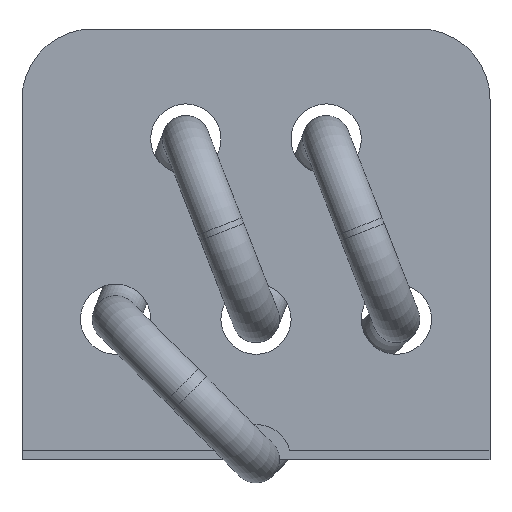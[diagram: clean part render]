
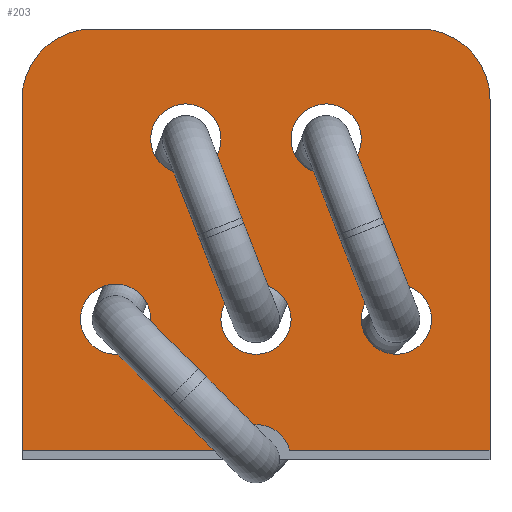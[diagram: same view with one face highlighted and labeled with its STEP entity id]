
A CAD part, left-side view. The second image highlights one B-rep face of the part: STEP entity #203.
In plain terms, the highlighted planar face has unit normal (-1, 0, 0).
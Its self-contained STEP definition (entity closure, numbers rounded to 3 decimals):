
#33 = VERTEX_POINT('',#34);
#34 = CARTESIAN_POINT('',(-2.75,-1.75,4.848));
#40 = EDGE_CURVE('',#33,#41,#43,.T.);
#41 = VERTEX_POINT('',#42);
#42 = CARTESIAN_POINT('',(-2.75,-2.5,4.098));
#43 = CIRCLE('',#44,0.75);
#44 = AXIS2_PLACEMENT_3D('',#45,#46,#47);
#45 = CARTESIAN_POINT('',(-2.75,-1.75,4.098));
#46 = DIRECTION('',(1.,0.,0.));
#47 = DIRECTION('',(0.,0.,1.));
#183 = EDGE_CURVE('',#33,#184,#186,.T.);
#184 = VERTEX_POINT('',#185);
#185 = CARTESIAN_POINT('',(-2.75,1.75,4.848));
#186 = LINE('',#187,#188);
#187 = CARTESIAN_POINT('',(-2.75,-2.5,4.848));
#188 = VECTOR('',#189,1.);
#189 = DIRECTION('',(0.,1.,0.));
#203 = ADVANCED_FACE('',(#204,#256,#276,#296,#316,#336),#356,.F.);
#204 = FACE_BOUND('',#205,.F.);
#205 = EDGE_LOOP('',(#206,#216,#225,#233,#241,#248,#249,#250));
#206 = ORIENTED_EDGE('',*,*,#207,.T.);
#207 = EDGE_CURVE('',#208,#210,#212,.T.);
#208 = VERTEX_POINT('',#209);
#209 = CARTESIAN_POINT('',(-2.75,-2.5,0.348));
#210 = VERTEX_POINT('',#211);
#211 = CARTESIAN_POINT('',(-2.75,-0.361,0.348));
#212 = LINE('',#213,#214);
#213 = CARTESIAN_POINT('',(-2.75,-2.5,0.348));
#214 = VECTOR('',#215,1.);
#215 = DIRECTION('',(0.,1.,0.));
#216 = ORIENTED_EDGE('',*,*,#217,.F.);
#217 = EDGE_CURVE('',#218,#210,#220,.T.);
#218 = VERTEX_POINT('',#219);
#219 = CARTESIAN_POINT('',(-2.75,0.361,0.348));
#220 = CIRCLE('',#221,0.375);
#221 = AXIS2_PLACEMENT_3D('',#222,#223,#224);
#222 = CARTESIAN_POINT('',(-2.75,0.,0.248));
#223 = DIRECTION('',(1.,0.,0.));
#224 = DIRECTION('',(0.,0.,1.));
#225 = ORIENTED_EDGE('',*,*,#226,.T.);
#226 = EDGE_CURVE('',#218,#227,#229,.T.);
#227 = VERTEX_POINT('',#228);
#228 = CARTESIAN_POINT('',(-2.75,2.5,0.348));
#229 = LINE('',#230,#231);
#230 = CARTESIAN_POINT('',(-2.75,-2.5,0.348));
#231 = VECTOR('',#232,1.);
#232 = DIRECTION('',(0.,1.,0.));
#233 = ORIENTED_EDGE('',*,*,#234,.T.);
#234 = EDGE_CURVE('',#227,#235,#237,.T.);
#235 = VERTEX_POINT('',#236);
#236 = CARTESIAN_POINT('',(-2.75,2.5,4.098));
#237 = LINE('',#238,#239);
#238 = CARTESIAN_POINT('',(-2.75,2.5,0.248));
#239 = VECTOR('',#240,1.);
#240 = DIRECTION('',(0.,0.,1.));
#241 = ORIENTED_EDGE('',*,*,#242,.T.);
#242 = EDGE_CURVE('',#235,#184,#243,.T.);
#243 = CIRCLE('',#244,0.75);
#244 = AXIS2_PLACEMENT_3D('',#245,#246,#247);
#245 = CARTESIAN_POINT('',(-2.75,1.75,4.098));
#246 = DIRECTION('',(1.,0.,0.));
#247 = DIRECTION('',(0.,0.,1.));
#248 = ORIENTED_EDGE('',*,*,#183,.F.);
#249 = ORIENTED_EDGE('',*,*,#40,.T.);
#250 = ORIENTED_EDGE('',*,*,#251,.F.);
#251 = EDGE_CURVE('',#208,#41,#252,.T.);
#252 = LINE('',#253,#254);
#253 = CARTESIAN_POINT('',(-2.75,-2.5,0.248));
#254 = VECTOR('',#255,1.);
#255 = DIRECTION('',(0.,0.,1.));
#256 = FACE_BOUND('',#257,.F.);
#257 = EDGE_LOOP('',(#258,#269));
#258 = ORIENTED_EDGE('',*,*,#259,.F.);
#259 = EDGE_CURVE('',#260,#262,#264,.T.);
#260 = VERTEX_POINT('',#261);
#261 = CARTESIAN_POINT('',(-2.75,0.,2.123));
#262 = VERTEX_POINT('',#263);
#263 = CARTESIAN_POINT('',(-2.75,0.,1.373));
#264 = CIRCLE('',#265,0.375);
#265 = AXIS2_PLACEMENT_3D('',#266,#267,#268);
#266 = CARTESIAN_POINT('',(-2.75,0.,1.748));
#267 = DIRECTION('',(1.,0.,0.));
#268 = DIRECTION('',(0.,0.,1.));
#269 = ORIENTED_EDGE('',*,*,#270,.F.);
#270 = EDGE_CURVE('',#262,#260,#271,.T.);
#271 = CIRCLE('',#272,0.375);
#272 = AXIS2_PLACEMENT_3D('',#273,#274,#275);
#273 = CARTESIAN_POINT('',(-2.75,0.,1.748));
#274 = DIRECTION('',(1.,0.,0.));
#275 = DIRECTION('',(0.,0.,1.));
#276 = FACE_BOUND('',#277,.F.);
#277 = EDGE_LOOP('',(#278,#289));
#278 = ORIENTED_EDGE('',*,*,#279,.F.);
#279 = EDGE_CURVE('',#280,#282,#284,.T.);
#280 = VERTEX_POINT('',#281);
#281 = CARTESIAN_POINT('',(-2.75,-1.5,2.123));
#282 = VERTEX_POINT('',#283);
#283 = CARTESIAN_POINT('',(-2.75,-1.5,1.373));
#284 = CIRCLE('',#285,0.375);
#285 = AXIS2_PLACEMENT_3D('',#286,#287,#288);
#286 = CARTESIAN_POINT('',(-2.75,-1.5,1.748));
#287 = DIRECTION('',(1.,0.,0.));
#288 = DIRECTION('',(0.,0.,1.));
#289 = ORIENTED_EDGE('',*,*,#290,.F.);
#290 = EDGE_CURVE('',#282,#280,#291,.T.);
#291 = CIRCLE('',#292,0.375);
#292 = AXIS2_PLACEMENT_3D('',#293,#294,#295);
#293 = CARTESIAN_POINT('',(-2.75,-1.5,1.748));
#294 = DIRECTION('',(1.,0.,0.));
#295 = DIRECTION('',(0.,0.,1.));
#296 = FACE_BOUND('',#297,.F.);
#297 = EDGE_LOOP('',(#298,#309));
#298 = ORIENTED_EDGE('',*,*,#299,.F.);
#299 = EDGE_CURVE('',#300,#302,#304,.T.);
#300 = VERTEX_POINT('',#301);
#301 = CARTESIAN_POINT('',(-2.75,-0.75,4.048));
#302 = VERTEX_POINT('',#303);
#303 = CARTESIAN_POINT('',(-2.75,-0.75,3.298));
#304 = CIRCLE('',#305,0.375);
#305 = AXIS2_PLACEMENT_3D('',#306,#307,#308);
#306 = CARTESIAN_POINT('',(-2.75,-0.75,3.673));
#307 = DIRECTION('',(1.,0.,0.));
#308 = DIRECTION('',(0.,0.,1.));
#309 = ORIENTED_EDGE('',*,*,#310,.F.);
#310 = EDGE_CURVE('',#302,#300,#311,.T.);
#311 = CIRCLE('',#312,0.375);
#312 = AXIS2_PLACEMENT_3D('',#313,#314,#315);
#313 = CARTESIAN_POINT('',(-2.75,-0.75,3.673));
#314 = DIRECTION('',(1.,0.,0.));
#315 = DIRECTION('',(0.,0.,1.));
#316 = FACE_BOUND('',#317,.F.);
#317 = EDGE_LOOP('',(#318,#329));
#318 = ORIENTED_EDGE('',*,*,#319,.F.);
#319 = EDGE_CURVE('',#320,#322,#324,.T.);
#320 = VERTEX_POINT('',#321);
#321 = CARTESIAN_POINT('',(-2.75,0.75,4.048));
#322 = VERTEX_POINT('',#323);
#323 = CARTESIAN_POINT('',(-2.75,0.75,3.298));
#324 = CIRCLE('',#325,0.375);
#325 = AXIS2_PLACEMENT_3D('',#326,#327,#328);
#326 = CARTESIAN_POINT('',(-2.75,0.75,3.673));
#327 = DIRECTION('',(1.,0.,0.));
#328 = DIRECTION('',(0.,0.,1.));
#329 = ORIENTED_EDGE('',*,*,#330,.F.);
#330 = EDGE_CURVE('',#322,#320,#331,.T.);
#331 = CIRCLE('',#332,0.375);
#332 = AXIS2_PLACEMENT_3D('',#333,#334,#335);
#333 = CARTESIAN_POINT('',(-2.75,0.75,3.673));
#334 = DIRECTION('',(1.,0.,0.));
#335 = DIRECTION('',(0.,0.,1.));
#336 = FACE_BOUND('',#337,.F.);
#337 = EDGE_LOOP('',(#338,#349));
#338 = ORIENTED_EDGE('',*,*,#339,.F.);
#339 = EDGE_CURVE('',#340,#342,#344,.T.);
#340 = VERTEX_POINT('',#341);
#341 = CARTESIAN_POINT('',(-2.75,1.5,2.123));
#342 = VERTEX_POINT('',#343);
#343 = CARTESIAN_POINT('',(-2.75,1.5,1.373));
#344 = CIRCLE('',#345,0.375);
#345 = AXIS2_PLACEMENT_3D('',#346,#347,#348);
#346 = CARTESIAN_POINT('',(-2.75,1.5,1.748));
#347 = DIRECTION('',(1.,0.,0.));
#348 = DIRECTION('',(0.,0.,1.));
#349 = ORIENTED_EDGE('',*,*,#350,.F.);
#350 = EDGE_CURVE('',#342,#340,#351,.T.);
#351 = CIRCLE('',#352,0.375);
#352 = AXIS2_PLACEMENT_3D('',#353,#354,#355);
#353 = CARTESIAN_POINT('',(-2.75,1.5,1.748));
#354 = DIRECTION('',(1.,0.,0.));
#355 = DIRECTION('',(0.,0.,1.));
#356 = PLANE('',#357);
#357 = AXIS2_PLACEMENT_3D('',#358,#359,#360);
#358 = CARTESIAN_POINT('',(-2.75,-2.5,0.248));
#359 = DIRECTION('',(1.,0.,0.));
#360 = DIRECTION('',(0.,0.,1.));
